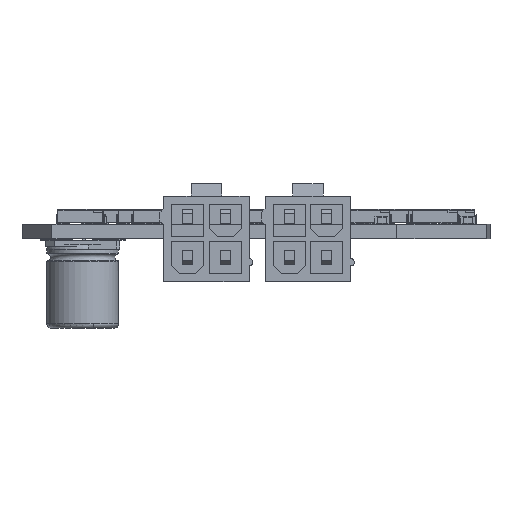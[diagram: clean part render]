
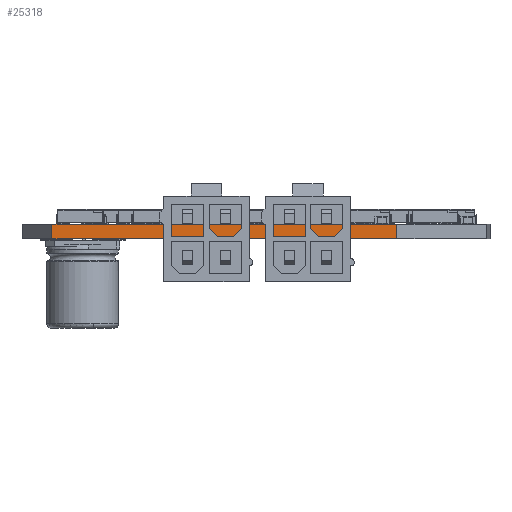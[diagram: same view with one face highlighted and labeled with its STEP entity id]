
A CAD part, front view. The second image highlights one B-rep face of the part: STEP entity #25318.
In plain terms, the highlighted planar face has unit normal (-0.004, -1, 0).
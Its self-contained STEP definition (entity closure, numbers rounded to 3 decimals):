
#23576 = PLANE('',#23577);
#23577 = AXIS2_PLACEMENT_3D('',#23578,#23579,#23580);
#23578 = CARTESIAN_POINT('',(0.387,-2.994,1.6));
#23579 = DIRECTION('',(0.,0.,1.));
#23580 = DIRECTION('',(1.,0.,0.));
#23630 = PLANE('',#23631);
#23631 = AXIS2_PLACEMENT_3D('',#23632,#23633,#23634);
#23632 = CARTESIAN_POINT('',(0.387,-2.994,0.));
#23633 = DIRECTION('',(0.,0.,1.));
#23634 = DIRECTION('',(1.,0.,0.));
#23663 = PLANE('',#23664);
#23664 = AXIS2_PLACEMENT_3D('',#23665,#23666,#23667);
#23665 = CARTESIAN_POINT('',(15.748,-60.897,0.));
#23666 = DIRECTION('',(-1.,0.,0.));
#23667 = DIRECTION('',(0.,1.,0.));
#24019 = VERTEX_POINT('',#24020);
#24020 = CARTESIAN_POINT('',(-22.809,-60.744,0.));
#24034 = PLANE('',#24035);
#24035 = AXIS2_PLACEMENT_3D('',#24036,#24037,#24038);
#24036 = CARTESIAN_POINT('',(-22.809,-53.023,0.));
#24037 = DIRECTION('',(1.,0.,0.));
#24038 = DIRECTION('',(0.,-1.,0.));
#24046 = EDGE_CURVE('',#24019,#24047,#24049,.T.);
#24047 = VERTEX_POINT('',#24048);
#24048 = CARTESIAN_POINT('',(15.748,-60.897,0.));
#24049 = SURFACE_CURVE('',#24050,(#24054,#24061),.PCURVE_S1.);
#24050 = LINE('',#24051,#24052);
#24051 = CARTESIAN_POINT('',(-22.809,-60.744,0.));
#24052 = VECTOR('',#24053,1.);
#24053 = DIRECTION('',(1.,-0.004,0.));
#24054 = PCURVE('',#23630,#24055);
#24055 = DEFINITIONAL_REPRESENTATION('',(#24056),#24060);
#24056 = LINE('',#24057,#24058);
#24057 = CARTESIAN_POINT('',(-23.196,-57.75));
#24058 = VECTOR('',#24059,1.);
#24059 = DIRECTION('',(1.,-0.004));
#24060 = ( GEOMETRIC_REPRESENTATION_CONTEXT(2) 
PARAMETRIC_REPRESENTATION_CONTEXT() REPRESENTATION_CONTEXT('2D SPACE',''
  ) );
#24061 = PCURVE('',#24062,#24067);
#24062 = PLANE('',#24063);
#24063 = AXIS2_PLACEMENT_3D('',#24064,#24065,#24066);
#24064 = CARTESIAN_POINT('',(-22.809,-60.744,0.));
#24065 = DIRECTION('',(0.004,1.,0.));
#24066 = DIRECTION('',(1.,-0.004,0.));
#24067 = DEFINITIONAL_REPRESENTATION('',(#24068),#24072);
#24068 = LINE('',#24069,#24070);
#24069 = CARTESIAN_POINT('',(0.,0.));
#24070 = VECTOR('',#24071,1.);
#24071 = DIRECTION('',(1.,0.));
#24072 = ( GEOMETRIC_REPRESENTATION_CONTEXT(2) 
PARAMETRIC_REPRESENTATION_CONTEXT() REPRESENTATION_CONTEXT('2D SPACE',''
  ) );
#24782 = VERTEX_POINT('',#24783);
#24783 = CARTESIAN_POINT('',(-22.809,-60.744,1.6));
#24804 = EDGE_CURVE('',#24782,#24805,#24807,.T.);
#24805 = VERTEX_POINT('',#24806);
#24806 = CARTESIAN_POINT('',(15.748,-60.897,1.6));
#24807 = SURFACE_CURVE('',#24808,(#24812,#24819),.PCURVE_S1.);
#24808 = LINE('',#24809,#24810);
#24809 = CARTESIAN_POINT('',(-22.809,-60.744,1.6));
#24810 = VECTOR('',#24811,1.);
#24811 = DIRECTION('',(1.,-0.004,0.));
#24812 = PCURVE('',#23576,#24813);
#24813 = DEFINITIONAL_REPRESENTATION('',(#24814),#24818);
#24814 = LINE('',#24815,#24816);
#24815 = CARTESIAN_POINT('',(-23.196,-57.75));
#24816 = VECTOR('',#24817,1.);
#24817 = DIRECTION('',(1.,-0.004));
#24818 = ( GEOMETRIC_REPRESENTATION_CONTEXT(2) 
PARAMETRIC_REPRESENTATION_CONTEXT() REPRESENTATION_CONTEXT('2D SPACE',''
  ) );
#24819 = PCURVE('',#24062,#24820);
#24820 = DEFINITIONAL_REPRESENTATION('',(#24821),#24825);
#24821 = LINE('',#24822,#24823);
#24822 = CARTESIAN_POINT('',(0.,-1.6));
#24823 = VECTOR('',#24824,1.);
#24824 = DIRECTION('',(1.,0.));
#24825 = ( GEOMETRIC_REPRESENTATION_CONTEXT(2) 
PARAMETRIC_REPRESENTATION_CONTEXT() REPRESENTATION_CONTEXT('2D SPACE',''
  ) );
#25268 = EDGE_CURVE('',#24047,#24805,#25269,.T.);
#25269 = SURFACE_CURVE('',#25270,(#25274,#25281),.PCURVE_S1.);
#25270 = LINE('',#25271,#25272);
#25271 = CARTESIAN_POINT('',(15.748,-60.897,0.));
#25272 = VECTOR('',#25273,1.);
#25273 = DIRECTION('',(0.,0.,1.));
#25274 = PCURVE('',#23663,#25275);
#25275 = DEFINITIONAL_REPRESENTATION('',(#25276),#25280);
#25276 = LINE('',#25277,#25278);
#25277 = CARTESIAN_POINT('',(0.,0.));
#25278 = VECTOR('',#25279,1.);
#25279 = DIRECTION('',(0.,-1.));
#25280 = ( GEOMETRIC_REPRESENTATION_CONTEXT(2) 
PARAMETRIC_REPRESENTATION_CONTEXT() REPRESENTATION_CONTEXT('2D SPACE',''
  ) );
#25281 = PCURVE('',#24062,#25282);
#25282 = DEFINITIONAL_REPRESENTATION('',(#25283),#25287);
#25283 = LINE('',#25284,#25285);
#25284 = CARTESIAN_POINT('',(38.558,0.));
#25285 = VECTOR('',#25286,1.);
#25286 = DIRECTION('',(0.,-1.));
#25287 = ( GEOMETRIC_REPRESENTATION_CONTEXT(2) 
PARAMETRIC_REPRESENTATION_CONTEXT() REPRESENTATION_CONTEXT('2D SPACE',''
  ) );
#25318 = ADVANCED_FACE('',(#25319),#24062,.F.);
#25319 = FACE_BOUND('',#25320,.F.);
#25320 = EDGE_LOOP('',(#25321,#25342,#25343,#25344));
#25321 = ORIENTED_EDGE('',*,*,#25322,.T.);
#25322 = EDGE_CURVE('',#24019,#24782,#25323,.T.);
#25323 = SURFACE_CURVE('',#25324,(#25328,#25335),.PCURVE_S1.);
#25324 = LINE('',#25325,#25326);
#25325 = CARTESIAN_POINT('',(-22.809,-60.744,0.));
#25326 = VECTOR('',#25327,1.);
#25327 = DIRECTION('',(0.,0.,1.));
#25328 = PCURVE('',#24062,#25329);
#25329 = DEFINITIONAL_REPRESENTATION('',(#25330),#25334);
#25330 = LINE('',#25331,#25332);
#25331 = CARTESIAN_POINT('',(0.,0.));
#25332 = VECTOR('',#25333,1.);
#25333 = DIRECTION('',(0.,-1.));
#25334 = ( GEOMETRIC_REPRESENTATION_CONTEXT(2) 
PARAMETRIC_REPRESENTATION_CONTEXT() REPRESENTATION_CONTEXT('2D SPACE',''
  ) );
#25335 = PCURVE('',#24034,#25336);
#25336 = DEFINITIONAL_REPRESENTATION('',(#25337),#25341);
#25337 = LINE('',#25338,#25339);
#25338 = CARTESIAN_POINT('',(7.722,0.));
#25339 = VECTOR('',#25340,1.);
#25340 = DIRECTION('',(0.,-1.));
#25341 = ( GEOMETRIC_REPRESENTATION_CONTEXT(2) 
PARAMETRIC_REPRESENTATION_CONTEXT() REPRESENTATION_CONTEXT('2D SPACE',''
  ) );
#25342 = ORIENTED_EDGE('',*,*,#24804,.T.);
#25343 = ORIENTED_EDGE('',*,*,#25268,.F.);
#25344 = ORIENTED_EDGE('',*,*,#24046,.F.);
